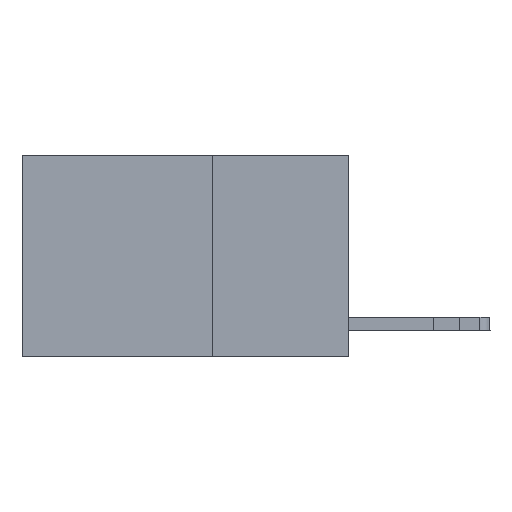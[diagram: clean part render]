
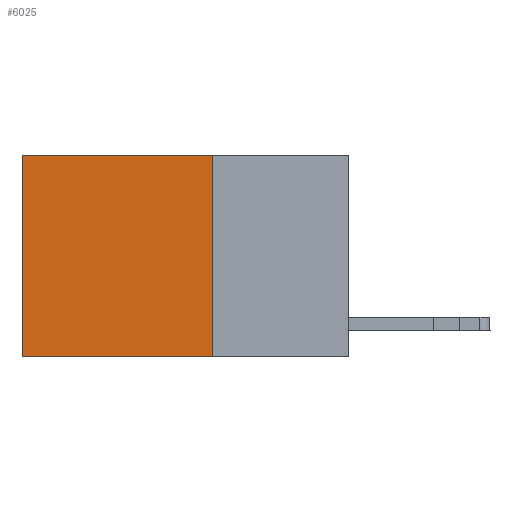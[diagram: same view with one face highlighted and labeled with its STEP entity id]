
A CAD part, left-side view. The second image highlights one B-rep face of the part: STEP entity #6025.
In plain terms, the highlighted planar face has unit normal (-1, 0, 0).
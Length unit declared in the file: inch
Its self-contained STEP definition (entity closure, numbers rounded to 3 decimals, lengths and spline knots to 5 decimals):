
#4 = VERTEX_POINT ( 'NONE', #11606 ) ;
#215 = EDGE_CURVE ( 'NONE', #1596, #3836, #6166, .T. ) ;
#756 = CARTESIAN_POINT ( 'NONE',  ( 0.2625, 0.25, 0. ) ) ;
#828 = VERTEX_POINT ( 'NONE', #1829 ) ;
#911 = LINE ( 'NONE', #9615, #7278 ) ;
#1246 = EDGE_CURVE ( 'NONE', #828, #4, #2777, .T. ) ;
#1327 = AXIS2_PLACEMENT_3D ( 'NONE', #756, #12081, #4589 ) ;
#1596 = VERTEX_POINT ( 'NONE', #9112 ) ;
#1829 = CARTESIAN_POINT ( 'NONE',  ( 0.2625, 0.25, 0. ) ) ;
#2777 = LINE ( 'NONE', #12351, #9102 ) ;
#3836 = VERTEX_POINT ( 'NONE', #5158 ) ;
#4118 = VECTOR ( 'NONE', #11187, 39.37008 ) ;
#4272 = ORIENTED_EDGE ( 'NONE', *, *, #1246, .T. ) ;
#4589 = DIRECTION ( 'NONE',  ( 0., 0., -1. ) ) ;
#4890 = CARTESIAN_POINT ( 'NONE',  ( 0.2625, 0.6, 0. ) ) ;
#5053 = DIRECTION ( 'NONE',  ( 0., 1., 0. ) ) ;
#5158 = CARTESIAN_POINT ( 'NONE',  ( 0.2625, 0.6, -0.37 ) ) ;
#6025 = ADVANCED_FACE ( 'NONE', ( #11853 ), #13239, .F. ) ;
#6166 = LINE ( 'NONE', #8326, #15478 ) ;
#7278 = VECTOR ( 'NONE', #10858, 39.37008 ) ;
#7410 = ORIENTED_EDGE ( 'NONE', *, *, #14799, .F. ) ;
#7906 = LINE ( 'NONE', #4890, #4118 ) ;
#8326 = CARTESIAN_POINT ( 'NONE',  ( 0.2625, 0.25, -0.37 ) ) ;
#8971 = ORIENTED_EDGE ( 'NONE', *, *, #10598, .T. ) ;
#9102 = VECTOR ( 'NONE', #12333, 39.37008 ) ;
#9112 = CARTESIAN_POINT ( 'NONE',  ( 0.2625, 0.25, -0.37 ) ) ;
#9520 = ORIENTED_EDGE ( 'NONE', *, *, #215, .F. ) ;
#9615 = CARTESIAN_POINT ( 'NONE',  ( 0.2625, 0.25, 0. ) ) ;
#10598 = EDGE_CURVE ( 'NONE', #4, #3836, #7906, .T. ) ;
#10858 = DIRECTION ( 'NONE',  ( 0., 0., -1. ) ) ;
#11187 = DIRECTION ( 'NONE',  ( 0., 0., -1. ) ) ;
#11606 = CARTESIAN_POINT ( 'NONE',  ( 0.2625, 0.6, 0. ) ) ;
#11853 = FACE_OUTER_BOUND ( 'NONE', #14713, .T. ) ;
#12081 = DIRECTION ( 'NONE',  ( 1., 0., 0. ) ) ;
#12333 = DIRECTION ( 'NONE',  ( 0., 1., 0. ) ) ;
#12351 = CARTESIAN_POINT ( 'NONE',  ( 0.2625, 0.25, 0. ) ) ;
#13239 = PLANE ( 'NONE',  #1327 ) ;
#14713 = EDGE_LOOP ( 'NONE', ( #8971, #9520, #7410, #4272 ) ) ;
#14799 = EDGE_CURVE ( 'NONE', #828, #1596, #911, .T. ) ;
#15478 = VECTOR ( 'NONE', #5053, 39.37008 ) ;
